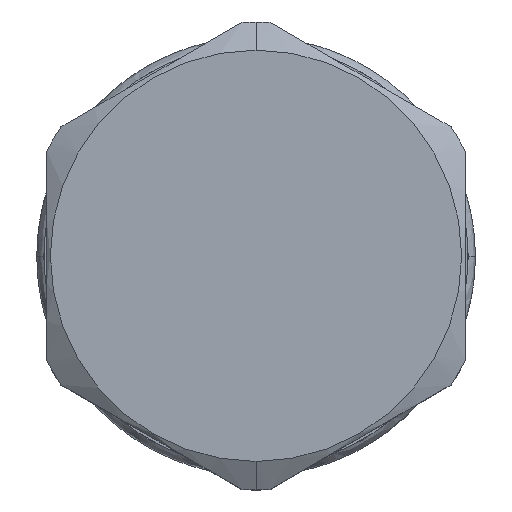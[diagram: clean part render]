
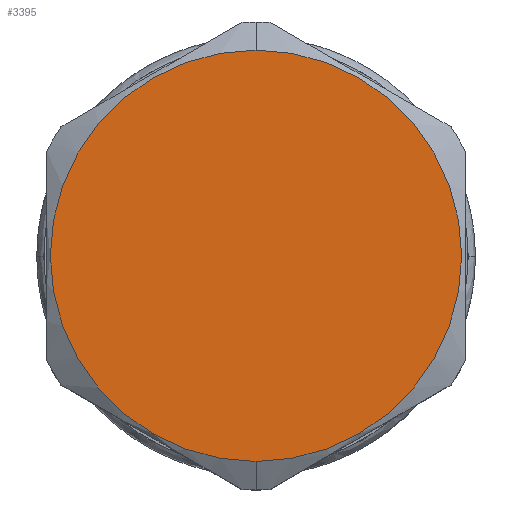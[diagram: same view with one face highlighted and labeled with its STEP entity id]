
A CAD part, top view. The second image highlights one B-rep face of the part: STEP entity #3395.
In plain terms, the highlighted planar face has unit normal (0, 0, 1).
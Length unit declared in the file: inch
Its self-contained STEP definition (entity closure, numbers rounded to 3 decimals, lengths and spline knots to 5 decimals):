
#564=CARTESIAN_POINT('',(0.,0.,3.1555));
#565=DIRECTION('',(0.,0.,1.));
#566=DIRECTION('',(0.,-1.,0.));
#567=AXIS2_PLACEMENT_3D('',#564,#565,#566);
#569=CARTESIAN_POINT('',(0.,0.,3.1555));
#570=DIRECTION('',(0.,0.,1.));
#571=DIRECTION('',(0.,1.,0.));
#572=AXIS2_PLACEMENT_3D('',#569,#570,#571);
#2368=CARTESIAN_POINT('',(0.,-0.43,3.1555));
#2369=CARTESIAN_POINT('',(0.,0.43,3.1555));
#2370=VERTEX_POINT('',#2368);
#2371=VERTEX_POINT('',#2369);
#3386=CARTESIAN_POINT('',(0.,0.,3.1555));
#3387=DIRECTION('',(0.,0.,1.));
#3388=DIRECTION('',(0.,1.,0.));
#3389=AXIS2_PLACEMENT_3D('',#3386,#3387,#3388);
#3390=PLANE('',#3389);
#3391=ORIENTED_EDGE('',*,*,#3241,.F.);
#3392=ORIENTED_EDGE('',*,*,#3269,.F.);
#3393=EDGE_LOOP('',(#3391,#3392));
#3394=FACE_OUTER_BOUND('',#3393,.F.);
#3395=ADVANCED_FACE('',(#3394),#3390,.T.);
#568=CIRCLE('',#567,0.43);
#573=CIRCLE('',#572,0.43);
#3241=EDGE_CURVE('',#2370,#2371,#568,.T.);
#3269=EDGE_CURVE('',#2371,#2370,#573,.T.);
